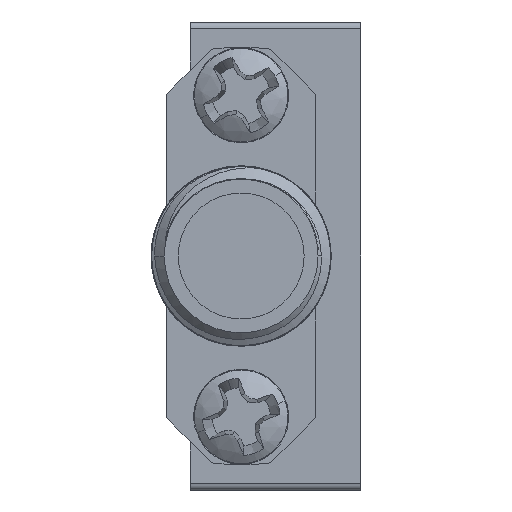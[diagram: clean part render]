
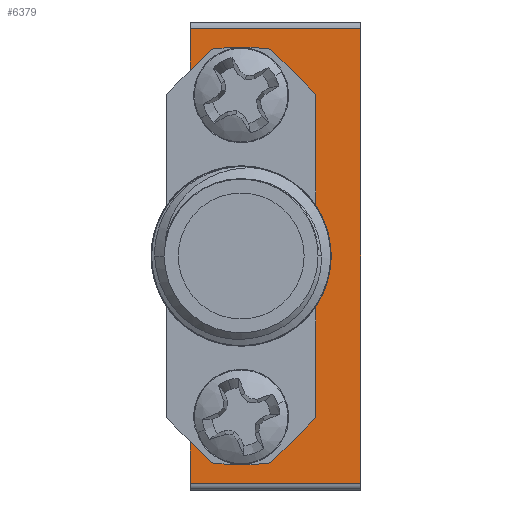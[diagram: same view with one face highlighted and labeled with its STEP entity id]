
A CAD part, left-side view. The second image highlights one B-rep face of the part: STEP entity #6379.
In plain terms, the highlighted planar face has unit normal (-1, 0, 0).
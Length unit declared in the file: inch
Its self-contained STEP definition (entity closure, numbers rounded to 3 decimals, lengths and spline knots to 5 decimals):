
#36 = LINE ( 'NONE', #33007, #25176 ) ;
#79 = CARTESIAN_POINT ( 'NONE',  ( 0., -0.03, 0.002 ) ) ;
#116 = DIRECTION ( 'NONE',  ( -1., 0., 0. ) ) ;
#1492 = ORIENTED_EDGE ( 'NONE', *, *, #15761, .F. ) ;
#1582 = ORIENTED_EDGE ( 'NONE', *, *, #3261, .F. ) ;
#1592 = VERTEX_POINT ( 'NONE', #32194 ) ;
#2297 = CIRCLE ( 'NONE', #32494, 0.043 ) ;
#2420 = LINE ( 'NONE', #15803, #3158 ) ;
#2937 = LINE ( 'NONE', #79, #33229 ) ;
#3158 = VECTOR ( 'NONE', #29195, 39.37008 ) ;
#3261 = EDGE_CURVE ( 'NONE', #20091, #11123, #2420, .T. ) ;
#3279 = FACE_BOUND ( 'NONE', #6580, .T. ) ;
#3595 = DIRECTION ( 'NONE',  ( 0., 0., 1. ) ) ;
#3958 = FACE_OUTER_BOUND ( 'NONE', #20758, .T. ) ;
#4591 = EDGE_CURVE ( 'NONE', #10973, #1592, #32706, .T. ) ;
#5442 = CIRCLE ( 'NONE', #29997, 0.043 ) ;
#6379 = ADVANCED_FACE ( 'NONE', ( #37356, #3279, #3958 ), #37134, .F. ) ;
#6475 = VERTEX_POINT ( 'NONE', #17742 ) ;
#6493 = CARTESIAN_POINT ( 'NONE',  ( 0., -0.106, 0.0605 ) ) ;
#6580 = EDGE_LOOP ( 'NONE', ( #11596, #32486 ) ) ;
#7086 = CARTESIAN_POINT ( 'NONE',  ( 0., -0.285, -0.372 ) ) ;
#7295 = DIRECTION ( 'NONE',  ( 0., 0., 1. ) ) ;
#8173 = CARTESIAN_POINT ( 'NONE',  ( 0., -0.178, -0.372 ) ) ;
#8902 = CARTESIAN_POINT ( 'NONE',  ( 0., -0.285, 0.16 ) ) ;
#10188 = VERTEX_POINT ( 'NONE', #25599 ) ;
#10973 = VERTEX_POINT ( 'NONE', #14065 ) ;
#11123 = VERTEX_POINT ( 'NONE', #16011 ) ;
#11330 = DIRECTION ( 'NONE',  ( 0., 1., 0. ) ) ;
#11596 = ORIENTED_EDGE ( 'NONE', *, *, #35078, .F. ) ;
#11767 = ORIENTED_EDGE ( 'NONE', *, *, #38467, .T. ) ;
#13040 = CIRCLE ( 'NONE', #43244, 0.043 ) ;
#13291 = VECTOR ( 'NONE', #33106, 39.37008 ) ;
#13348 = CIRCLE ( 'NONE', #14068, 0.043 ) ;
#13458 = EDGE_CURVE ( 'NONE', #20091, #13654, #30781, .T. ) ;
#13612 = DIRECTION ( 'NONE',  ( 0., 0., -1. ) ) ;
#13654 = VERTEX_POINT ( 'NONE', #19308 ) ;
#14065 = CARTESIAN_POINT ( 'NONE',  ( 0., -0.285, 0.16 ) ) ;
#14068 = AXIS2_PLACEMENT_3D ( 'NONE', #27682, #37388, #7295 ) ;
#14832 = LINE ( 'NONE', #8902, #17329 ) ;
#15343 = VECTOR ( 'NONE', #28932, 39.37008 ) ;
#15761 = EDGE_CURVE ( 'NONE', #42860, #27484, #5442, .T. ) ;
#15779 = ORIENTED_EDGE ( 'NONE', *, *, #42770, .F. ) ;
#15803 = CARTESIAN_POINT ( 'NONE',  ( 0., -0.178, -0.362 ) ) ;
#16011 = CARTESIAN_POINT ( 'NONE',  ( 0., -0.178, 0.012 ) ) ;
#16715 = DIRECTION ( 'NONE',  ( 0., -1., 0. ) ) ;
#17188 = ORIENTED_EDGE ( 'NONE', *, *, #27313, .F. ) ;
#17329 = VECTOR ( 'NONE', #11330, 39.37008 ) ;
#17478 = VERTEX_POINT ( 'NONE', #30970 ) ;
#17742 = CARTESIAN_POINT ( 'NONE',  ( 0., -0.106, 0.1035 ) ) ;
#19308 = CARTESIAN_POINT ( 'NONE',  ( 0., -0.03, -0.372 ) ) ;
#19691 = EDGE_LOOP ( 'NONE', ( #1492, #17188 ) ) ;
#20091 = VERTEX_POINT ( 'NONE', #8173 ) ;
#20758 = EDGE_LOOP ( 'NONE', ( #1582, #42928, #15779, #41955, #39721, #39382, #34971, #11767 ) ) ;
#21022 = CARTESIAN_POINT ( 'NONE',  ( 0., -0.106, -0.4635 ) ) ;
#21171 = CARTESIAN_POINT ( 'NONE',  ( 0., -0.03, -0.53 ) ) ;
#21383 = DIRECTION ( 'NONE',  ( 0., 0., 1. ) ) ;
#21470 = CARTESIAN_POINT ( 'NONE',  ( 0., -0.106, -0.4205 ) ) ;
#21488 = EDGE_CURVE ( 'NONE', #32419, #1592, #40136, .T. ) ;
#22015 = LINE ( 'NONE', #21171, #34217 ) ;
#22121 = DIRECTION ( 'NONE',  ( 0., 0., 1. ) ) ;
#22983 = CARTESIAN_POINT ( 'NONE',  ( 0., -0.03, 0.16 ) ) ;
#23751 = AXIS2_PLACEMENT_3D ( 'NONE', #36918, #27009, #13612 ) ;
#24882 = CARTESIAN_POINT ( 'NONE',  ( 0., -0.03, -0.52 ) ) ;
#25176 = VECTOR ( 'NONE', #16715, 39.37008 ) ;
#25599 = CARTESIAN_POINT ( 'NONE',  ( 0., -0.106, 0.0175 ) ) ;
#26084 = CARTESIAN_POINT ( 'NONE',  ( 0., -0.106, -0.4205 ) ) ;
#27009 = DIRECTION ( 'NONE',  ( 1., 0., 0. ) ) ;
#27313 = EDGE_CURVE ( 'NONE', #27484, #42860, #2297, .T. ) ;
#27484 = VERTEX_POINT ( 'NONE', #21022 ) ;
#27682 = CARTESIAN_POINT ( 'NONE',  ( 0., -0.106, 0.0605 ) ) ;
#28005 = EDGE_CURVE ( 'NONE', #17478, #39005, #2937, .T. ) ;
#28932 = DIRECTION ( 'NONE',  ( 0., 0., -1. ) ) ;
#29195 = DIRECTION ( 'NONE',  ( 0., 0., 1. ) ) ;
#29676 = EDGE_CURVE ( 'NONE', #10188, #6475, #13348, .T. ) ;
#29992 = CARTESIAN_POINT ( 'NONE',  ( 0., -0.285, -0.52 ) ) ;
#29997 = AXIS2_PLACEMENT_3D ( 'NONE', #21470, #31834, #32054 ) ;
#30781 = LINE ( 'NONE', #7086, #42347 ) ;
#30970 = CARTESIAN_POINT ( 'NONE',  ( 0., -0.03, 0.012 ) ) ;
#31502 = CARTESIAN_POINT ( 'NONE',  ( 0., -0.106, -0.3775 ) ) ;
#31834 = DIRECTION ( 'NONE',  ( -1., 0., 0. ) ) ;
#32054 = DIRECTION ( 'NONE',  ( 0., 0., 1. ) ) ;
#32194 = CARTESIAN_POINT ( 'NONE',  ( 0., -0.285, -0.52 ) ) ;
#32419 = VERTEX_POINT ( 'NONE', #24882 ) ;
#32486 = ORIENTED_EDGE ( 'NONE', *, *, #29676, .F. ) ;
#32494 = AXIS2_PLACEMENT_3D ( 'NONE', #26084, #35786, #22121 ) ;
#32706 = LINE ( 'NONE', #42589, #15343 ) ;
#33007 = CARTESIAN_POINT ( 'NONE',  ( 0., -0.285, 0.012 ) ) ;
#33106 = DIRECTION ( 'NONE',  ( 0., -1., 0. ) ) ;
#33229 = VECTOR ( 'NONE', #3595, 39.37008 ) ;
#34217 = VECTOR ( 'NONE', #21383, 39.37008 ) ;
#34285 = DIRECTION ( 'NONE',  ( 0., 1., 0. ) ) ;
#34971 = ORIENTED_EDGE ( 'NONE', *, *, #28005, .F. ) ;
#35078 = EDGE_CURVE ( 'NONE', #6475, #10188, #13040, .T. ) ;
#35786 = DIRECTION ( 'NONE',  ( -1., 0., 0. ) ) ;
#36918 = CARTESIAN_POINT ( 'NONE',  ( 0., -0.285, 0.17 ) ) ;
#37134 = PLANE ( 'NONE',  #23751 ) ;
#37356 = FACE_BOUND ( 'NONE', #19691, .T. ) ;
#37388 = DIRECTION ( 'NONE',  ( -1., 0., 0. ) ) ;
#38467 = EDGE_CURVE ( 'NONE', #17478, #11123, #36, .T. ) ;
#39005 = VERTEX_POINT ( 'NONE', #22983 ) ;
#39382 = ORIENTED_EDGE ( 'NONE', *, *, #42485, .T. ) ;
#39721 = ORIENTED_EDGE ( 'NONE', *, *, #4591, .F. ) ;
#40108 = DIRECTION ( 'NONE',  ( 0., 0., 1. ) ) ;
#40136 = LINE ( 'NONE', #29992, #13291 ) ;
#41955 = ORIENTED_EDGE ( 'NONE', *, *, #21488, .T. ) ;
#42347 = VECTOR ( 'NONE', #34285, 39.37008 ) ;
#42485 = EDGE_CURVE ( 'NONE', #10973, #39005, #14832, .T. ) ;
#42589 = CARTESIAN_POINT ( 'NONE',  ( 0., -0.285, 0.17 ) ) ;
#42770 = EDGE_CURVE ( 'NONE', #32419, #13654, #22015, .T. ) ;
#42860 = VERTEX_POINT ( 'NONE', #31502 ) ;
#42928 = ORIENTED_EDGE ( 'NONE', *, *, #13458, .T. ) ;
#43244 = AXIS2_PLACEMENT_3D ( 'NONE', #6493, #116, #40108 ) ;
